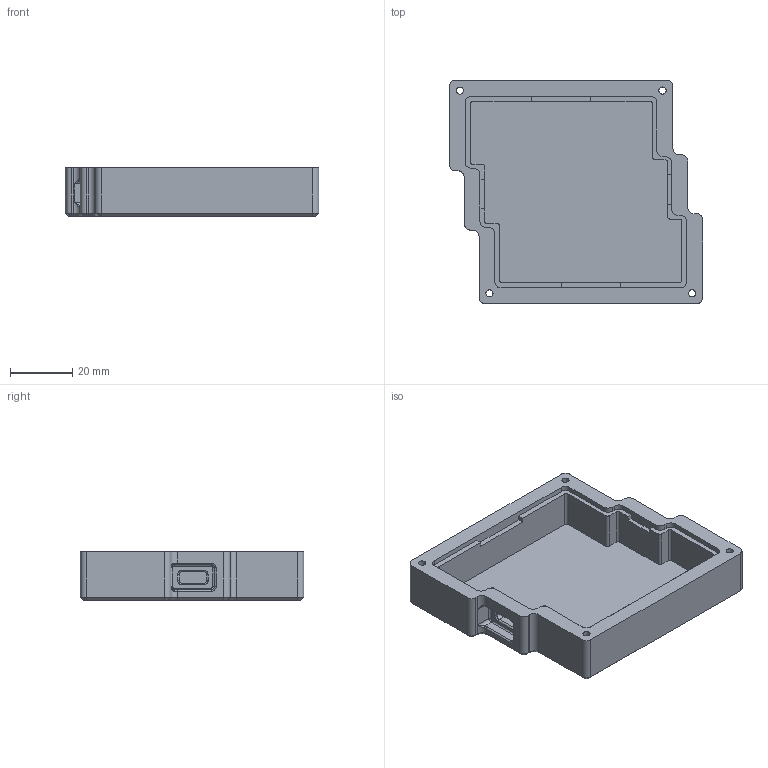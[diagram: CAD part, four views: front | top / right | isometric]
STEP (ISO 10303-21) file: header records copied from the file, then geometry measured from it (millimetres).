
FILE_DESCRIPTION(/* description */ (''),/* implementation_level */ '2;1');
FILE_NAME(/* name */ 'Zoinks-Bottom.step',/* time_stamp */ '2020-07-29T15:25:48-04:00',/* author */ (''),/* organization */ (''),/* preprocessor_version */ 'ST-DEVELOPER v18.1',/* originating_system */ 'Autodesk Translation Framework v9.3.0.1241',/* authorisation */ '');
FILE_SCHEMA (('AUTOMOTIVE_DESIGN { 1 0 10303 214 3 1 1 }'));
Length unit declared in the file: millimetre
Products named in the file (1): Bottom
Bounding box: 81.3 x 71.78 x 15.65 mm (x, y, z)
Volume: 32771.3 mm3; surface area: 18974.1 mm2
Topology: 1 solids, 1 shells, 178 faces, 462 edges, 291 vertices
Faces by surface type: plane 84, cylinder 68, cone 12, torus 8, bspline 6
Full cylindrical faces by diameter (mm): 2.3 x4, 3.82 x4, 6 x1
Entity records: 5645 total; most frequent: CARTESIAN_POINT 1119, DIRECTION 974, ORIENTED_EDGE 924, EDGE_CURVE 462, AXIS2_PLACEMENT_3D 343, VERTEX_POINT 291, LINE 288, VECTOR 288
